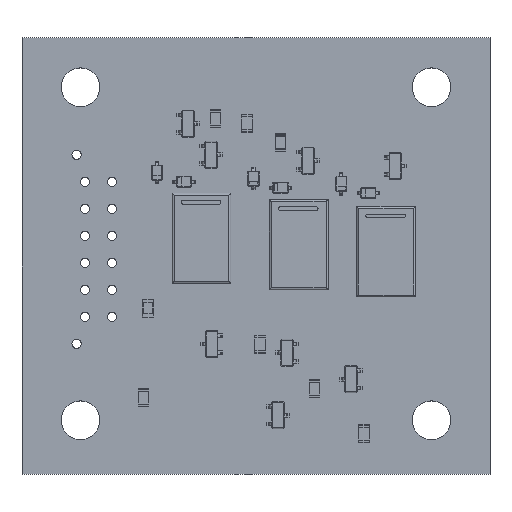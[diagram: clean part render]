
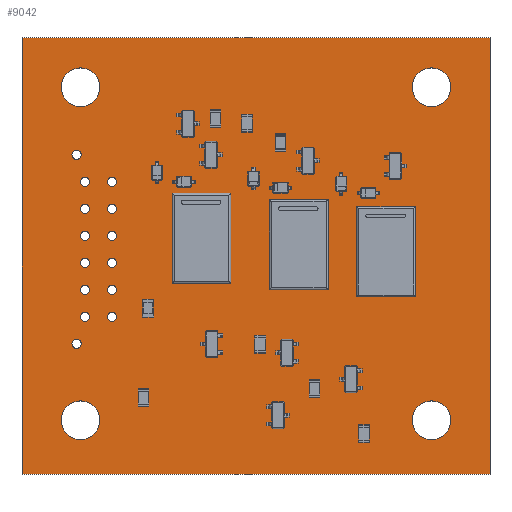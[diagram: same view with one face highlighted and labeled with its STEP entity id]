
A CAD part, top view. The second image highlights one B-rep face of the part: STEP entity #9042.
In plain terms, the highlighted planar face has unit normal (0, 0, 1).
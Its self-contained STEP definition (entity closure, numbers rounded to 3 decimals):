
#8732 = VERTEX_POINT('',#8733);
#8733 = CARTESIAN_POINT('',(133.5,-82.,1.6));
#8739 = EDGE_CURVE('',#8732,#8740,#8742,.T.);
#8740 = VERTEX_POINT('',#8741);
#8741 = CARTESIAN_POINT('',(81.5,-82.,1.6));
#8742 = LINE('',#8743,#8744);
#8743 = CARTESIAN_POINT('',(133.5,-82.,1.6));
#8744 = VECTOR('',#8745,1.);
#8745 = DIRECTION('',(-1.,0.,0.));
#8772 = VERTEX_POINT('',#8773);
#8773 = CARTESIAN_POINT('',(133.5,-33.5,1.6));
#8779 = EDGE_CURVE('',#8772,#8732,#8780,.T.);
#8780 = LINE('',#8781,#8782);
#8781 = CARTESIAN_POINT('',(133.5,-33.5,1.6));
#8782 = VECTOR('',#8783,1.);
#8783 = DIRECTION('',(0.,-1.,0.));
#8801 = EDGE_CURVE('',#8740,#8802,#8804,.T.);
#8802 = VERTEX_POINT('',#8803);
#8803 = CARTESIAN_POINT('',(81.5,-33.5,1.6));
#8804 = LINE('',#8805,#8806);
#8805 = CARTESIAN_POINT('',(81.5,-82.,1.6));
#8806 = VECTOR('',#8807,1.);
#8807 = DIRECTION('',(0.,1.,0.));
#9042 = ADVANCED_FACE('',(#9043,#9054,#9065,#9076,#9087,#9098,#9109,
    #9120,#9131,#9142,#9153,#9164,#9175,#9186,#9197,#9208,#9219,#9230,
    #9241),#9252,.F.);
#9043 = FACE_BOUND('',#9044,.F.);
#9044 = EDGE_LOOP('',(#9045,#9046,#9047,#9053));
#9045 = ORIENTED_EDGE('',*,*,#8739,.T.);
#9046 = ORIENTED_EDGE('',*,*,#8801,.T.);
#9047 = ORIENTED_EDGE('',*,*,#9048,.T.);
#9048 = EDGE_CURVE('',#8802,#8772,#9049,.T.);
#9049 = LINE('',#9050,#9051);
#9050 = CARTESIAN_POINT('',(81.5,-33.5,1.6));
#9051 = VECTOR('',#9052,1.);
#9052 = DIRECTION('',(1.,0.,0.));
#9053 = ORIENTED_EDGE('',*,*,#8779,.T.);
#9054 = FACE_BOUND('',#9055,.F.);
#9055 = EDGE_LOOP('',(#9056));
#9056 = ORIENTED_EDGE('',*,*,#9057,.F.);
#9057 = EDGE_CURVE('',#9058,#9058,#9060,.T.);
#9058 = VERTEX_POINT('',#9059);
#9059 = CARTESIAN_POINT('',(127.,-78.15,1.6));
#9060 = CIRCLE('',#9061,2.15);
#9061 = AXIS2_PLACEMENT_3D('',#9062,#9063,#9064);
#9062 = CARTESIAN_POINT('',(127.,-76.,1.6));
#9063 = DIRECTION('',(-0.,0.,-1.));
#9064 = DIRECTION('',(-0.,-1.,0.));
#9065 = FACE_BOUND('',#9066,.F.);
#9066 = EDGE_LOOP('',(#9067));
#9067 = ORIENTED_EDGE('',*,*,#9068,.F.);
#9068 = EDGE_CURVE('',#9069,#9069,#9071,.T.);
#9069 = VERTEX_POINT('',#9070);
#9070 = CARTESIAN_POINT('',(88.,-78.15,1.6));
#9071 = CIRCLE('',#9072,2.15);
#9072 = AXIS2_PLACEMENT_3D('',#9073,#9074,#9075);
#9073 = CARTESIAN_POINT('',(88.,-76.,1.6));
#9074 = DIRECTION('',(-0.,0.,-1.));
#9075 = DIRECTION('',(-0.,-1.,0.));
#9076 = FACE_BOUND('',#9077,.F.);
#9077 = EDGE_LOOP('',(#9078));
#9078 = ORIENTED_EDGE('',*,*,#9079,.F.);
#9079 = EDGE_CURVE('',#9080,#9080,#9082,.T.);
#9080 = VERTEX_POINT('',#9081);
#9081 = CARTESIAN_POINT('',(91.5,-65.01,1.6));
#9082 = CIRCLE('',#9083,0.51);
#9083 = AXIS2_PLACEMENT_3D('',#9084,#9085,#9086);
#9084 = CARTESIAN_POINT('',(91.5,-64.5,1.6));
#9085 = DIRECTION('',(-0.,0.,-1.));
#9086 = DIRECTION('',(-0.,-1.,0.));
#9087 = FACE_BOUND('',#9088,.F.);
#9088 = EDGE_LOOP('',(#9089));
#9089 = ORIENTED_EDGE('',*,*,#9090,.F.);
#9090 = EDGE_CURVE('',#9091,#9091,#9093,.T.);
#9091 = VERTEX_POINT('',#9092);
#9092 = CARTESIAN_POINT('',(87.56,-68.01,1.6));
#9093 = CIRCLE('',#9094,0.51);
#9094 = AXIS2_PLACEMENT_3D('',#9095,#9096,#9097);
#9095 = CARTESIAN_POINT('',(87.56,-67.5,1.6));
#9096 = DIRECTION('',(-0.,0.,-1.));
#9097 = DIRECTION('',(-0.,-1.,0.));
#9098 = FACE_BOUND('',#9099,.F.);
#9099 = EDGE_LOOP('',(#9100));
#9100 = ORIENTED_EDGE('',*,*,#9101,.F.);
#9101 = EDGE_CURVE('',#9102,#9102,#9104,.T.);
#9102 = VERTEX_POINT('',#9103);
#9103 = CARTESIAN_POINT('',(88.5,-65.01,1.6));
#9104 = CIRCLE('',#9105,0.51);
#9105 = AXIS2_PLACEMENT_3D('',#9106,#9107,#9108);
#9106 = CARTESIAN_POINT('',(88.5,-64.5,1.6));
#9107 = DIRECTION('',(-0.,0.,-1.));
#9108 = DIRECTION('',(-0.,-1.,0.));
#9109 = FACE_BOUND('',#9110,.F.);
#9110 = EDGE_LOOP('',(#9111));
#9111 = ORIENTED_EDGE('',*,*,#9112,.F.);
#9112 = EDGE_CURVE('',#9113,#9113,#9115,.T.);
#9113 = VERTEX_POINT('',#9114);
#9114 = CARTESIAN_POINT('',(91.5,-62.01,1.6));
#9115 = CIRCLE('',#9116,0.51);
#9116 = AXIS2_PLACEMENT_3D('',#9117,#9118,#9119);
#9117 = CARTESIAN_POINT('',(91.5,-61.5,1.6));
#9118 = DIRECTION('',(-0.,0.,-1.));
#9119 = DIRECTION('',(-0.,-1.,0.));
#9120 = FACE_BOUND('',#9121,.F.);
#9121 = EDGE_LOOP('',(#9122));
#9122 = ORIENTED_EDGE('',*,*,#9123,.F.);
#9123 = EDGE_CURVE('',#9124,#9124,#9126,.T.);
#9124 = VERTEX_POINT('',#9125);
#9125 = CARTESIAN_POINT('',(91.5,-59.01,1.6));
#9126 = CIRCLE('',#9127,0.51);
#9127 = AXIS2_PLACEMENT_3D('',#9128,#9129,#9130);
#9128 = CARTESIAN_POINT('',(91.5,-58.5,1.6));
#9129 = DIRECTION('',(-0.,0.,-1.));
#9130 = DIRECTION('',(-0.,-1.,0.));
#9131 = FACE_BOUND('',#9132,.F.);
#9132 = EDGE_LOOP('',(#9133));
#9133 = ORIENTED_EDGE('',*,*,#9134,.F.);
#9134 = EDGE_CURVE('',#9135,#9135,#9137,.T.);
#9135 = VERTEX_POINT('',#9136);
#9136 = CARTESIAN_POINT('',(88.5,-62.01,1.6));
#9137 = CIRCLE('',#9138,0.51);
#9138 = AXIS2_PLACEMENT_3D('',#9139,#9140,#9141);
#9139 = CARTESIAN_POINT('',(88.5,-61.5,1.6));
#9140 = DIRECTION('',(-0.,0.,-1.));
#9141 = DIRECTION('',(-0.,-1.,0.));
#9142 = FACE_BOUND('',#9143,.F.);
#9143 = EDGE_LOOP('',(#9144));
#9144 = ORIENTED_EDGE('',*,*,#9145,.F.);
#9145 = EDGE_CURVE('',#9146,#9146,#9148,.T.);
#9146 = VERTEX_POINT('',#9147);
#9147 = CARTESIAN_POINT('',(88.5,-59.01,1.6));
#9148 = CIRCLE('',#9149,0.51);
#9149 = AXIS2_PLACEMENT_3D('',#9150,#9151,#9152);
#9150 = CARTESIAN_POINT('',(88.5,-58.5,1.6));
#9151 = DIRECTION('',(-0.,0.,-1.));
#9152 = DIRECTION('',(-0.,-1.,0.));
#9153 = FACE_BOUND('',#9154,.F.);
#9154 = EDGE_LOOP('',(#9155));
#9155 = ORIENTED_EDGE('',*,*,#9156,.F.);
#9156 = EDGE_CURVE('',#9157,#9157,#9159,.T.);
#9157 = VERTEX_POINT('',#9158);
#9158 = CARTESIAN_POINT('',(127.,-41.15,1.6));
#9159 = CIRCLE('',#9160,2.15);
#9160 = AXIS2_PLACEMENT_3D('',#9161,#9162,#9163);
#9161 = CARTESIAN_POINT('',(127.,-39.,1.6));
#9162 = DIRECTION('',(-0.,0.,-1.));
#9163 = DIRECTION('',(-0.,-1.,0.));
#9164 = FACE_BOUND('',#9165,.F.);
#9165 = EDGE_LOOP('',(#9166));
#9166 = ORIENTED_EDGE('',*,*,#9167,.F.);
#9167 = EDGE_CURVE('',#9168,#9168,#9170,.T.);
#9168 = VERTEX_POINT('',#9169);
#9169 = CARTESIAN_POINT('',(91.5,-56.01,1.6));
#9170 = CIRCLE('',#9171,0.51);
#9171 = AXIS2_PLACEMENT_3D('',#9172,#9173,#9174);
#9172 = CARTESIAN_POINT('',(91.5,-55.5,1.6));
#9173 = DIRECTION('',(-0.,0.,-1.));
#9174 = DIRECTION('',(-0.,-1.,0.));
#9175 = FACE_BOUND('',#9176,.F.);
#9176 = EDGE_LOOP('',(#9177));
#9177 = ORIENTED_EDGE('',*,*,#9178,.F.);
#9178 = EDGE_CURVE('',#9179,#9179,#9181,.T.);
#9179 = VERTEX_POINT('',#9180);
#9180 = CARTESIAN_POINT('',(91.5,-53.01,1.6));
#9181 = CIRCLE('',#9182,0.51);
#9182 = AXIS2_PLACEMENT_3D('',#9183,#9184,#9185);
#9183 = CARTESIAN_POINT('',(91.5,-52.5,1.6));
#9184 = DIRECTION('',(-0.,0.,-1.));
#9185 = DIRECTION('',(-0.,-1.,0.));
#9186 = FACE_BOUND('',#9187,.F.);
#9187 = EDGE_LOOP('',(#9188));
#9188 = ORIENTED_EDGE('',*,*,#9189,.F.);
#9189 = EDGE_CURVE('',#9190,#9190,#9192,.T.);
#9190 = VERTEX_POINT('',#9191);
#9191 = CARTESIAN_POINT('',(88.5,-56.01,1.6));
#9192 = CIRCLE('',#9193,0.51);
#9193 = AXIS2_PLACEMENT_3D('',#9194,#9195,#9196);
#9194 = CARTESIAN_POINT('',(88.5,-55.5,1.6));
#9195 = DIRECTION('',(-0.,0.,-1.));
#9196 = DIRECTION('',(-0.,-1.,0.));
#9197 = FACE_BOUND('',#9198,.F.);
#9198 = EDGE_LOOP('',(#9199));
#9199 = ORIENTED_EDGE('',*,*,#9200,.F.);
#9200 = EDGE_CURVE('',#9201,#9201,#9203,.T.);
#9201 = VERTEX_POINT('',#9202);
#9202 = CARTESIAN_POINT('',(88.5,-53.01,1.6));
#9203 = CIRCLE('',#9204,0.51);
#9204 = AXIS2_PLACEMENT_3D('',#9205,#9206,#9207);
#9205 = CARTESIAN_POINT('',(88.5,-52.5,1.6));
#9206 = DIRECTION('',(-0.,0.,-1.));
#9207 = DIRECTION('',(-0.,-1.,0.));
#9208 = FACE_BOUND('',#9209,.F.);
#9209 = EDGE_LOOP('',(#9210));
#9210 = ORIENTED_EDGE('',*,*,#9211,.F.);
#9211 = EDGE_CURVE('',#9212,#9212,#9214,.T.);
#9212 = VERTEX_POINT('',#9213);
#9213 = CARTESIAN_POINT('',(91.5,-50.01,1.6));
#9214 = CIRCLE('',#9215,0.51);
#9215 = AXIS2_PLACEMENT_3D('',#9216,#9217,#9218);
#9216 = CARTESIAN_POINT('',(91.5,-49.5,1.6));
#9217 = DIRECTION('',(-0.,0.,-1.));
#9218 = DIRECTION('',(-0.,-1.,0.));
#9219 = FACE_BOUND('',#9220,.F.);
#9220 = EDGE_LOOP('',(#9221));
#9221 = ORIENTED_EDGE('',*,*,#9222,.F.);
#9222 = EDGE_CURVE('',#9223,#9223,#9225,.T.);
#9223 = VERTEX_POINT('',#9224);
#9224 = CARTESIAN_POINT('',(88.5,-50.01,1.6));
#9225 = CIRCLE('',#9226,0.51);
#9226 = AXIS2_PLACEMENT_3D('',#9227,#9228,#9229);
#9227 = CARTESIAN_POINT('',(88.5,-49.5,1.6));
#9228 = DIRECTION('',(-0.,0.,-1.));
#9229 = DIRECTION('',(-0.,-1.,0.));
#9230 = FACE_BOUND('',#9231,.F.);
#9231 = EDGE_LOOP('',(#9232));
#9232 = ORIENTED_EDGE('',*,*,#9233,.F.);
#9233 = EDGE_CURVE('',#9234,#9234,#9236,.T.);
#9234 = VERTEX_POINT('',#9235);
#9235 = CARTESIAN_POINT('',(87.56,-47.01,1.6));
#9236 = CIRCLE('',#9237,0.51);
#9237 = AXIS2_PLACEMENT_3D('',#9238,#9239,#9240);
#9238 = CARTESIAN_POINT('',(87.56,-46.5,1.6));
#9239 = DIRECTION('',(-0.,0.,-1.));
#9240 = DIRECTION('',(-0.,-1.,0.));
#9241 = FACE_BOUND('',#9242,.F.);
#9242 = EDGE_LOOP('',(#9243));
#9243 = ORIENTED_EDGE('',*,*,#9244,.F.);
#9244 = EDGE_CURVE('',#9245,#9245,#9247,.T.);
#9245 = VERTEX_POINT('',#9246);
#9246 = CARTESIAN_POINT('',(88.,-41.15,1.6));
#9247 = CIRCLE('',#9248,2.15);
#9248 = AXIS2_PLACEMENT_3D('',#9249,#9250,#9251);
#9249 = CARTESIAN_POINT('',(88.,-39.,1.6));
#9250 = DIRECTION('',(-0.,0.,-1.));
#9251 = DIRECTION('',(-0.,-1.,0.));
#9252 = PLANE('',#9253);
#9253 = AXIS2_PLACEMENT_3D('',#9254,#9255,#9256);
#9254 = CARTESIAN_POINT('',(107.5,-57.75,1.6));
#9255 = DIRECTION('',(-0.,-0.,-1.));
#9256 = DIRECTION('',(-1.,0.,0.));
